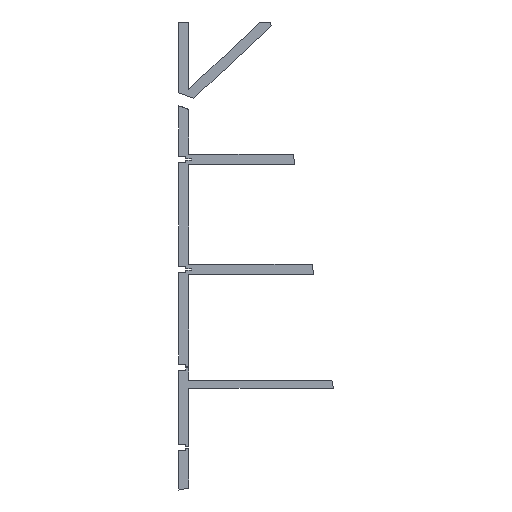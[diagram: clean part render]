
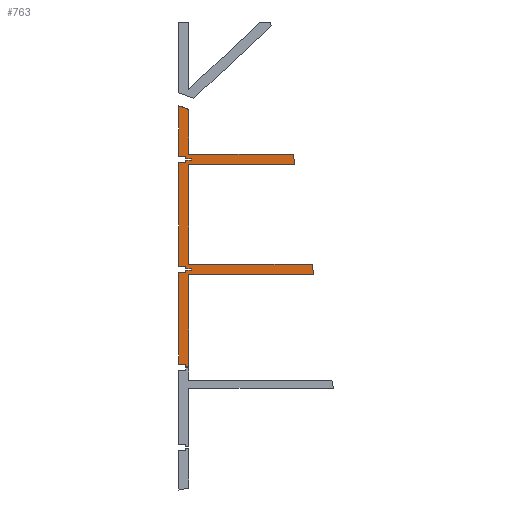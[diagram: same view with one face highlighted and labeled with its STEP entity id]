
A CAD part, front view. The second image highlights one B-rep face of the part: STEP entity #763.
In plain terms, the highlighted planar face has unit normal (0, -1, 0).
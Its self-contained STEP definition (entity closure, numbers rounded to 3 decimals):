
#49=CARTESIAN_POINT('Vertex',(270.,0.,219.75)) ;
#52=CARTESIAN_POINT('Line Origine',(270.,0.,220.875)) ;
#56=CARTESIAN_POINT('Vertex',(270.,0.,222.)) ;
#87=CARTESIAN_POINT('Vertex',(275.5,0.,219.75)) ;
#90=CARTESIAN_POINT('Line Origine',(272.75,0.,219.75)) ;
#118=CARTESIAN_POINT('Vertex',(275.5,0.,218.25)) ;
#121=CARTESIAN_POINT('Line Origine',(275.5,0.,219.)) ;
#149=CARTESIAN_POINT('Vertex',(270.,0.,218.25)) ;
#152=CARTESIAN_POINT('Line Origine',(272.75,0.,218.25)) ;
#175=CARTESIAN_POINT('Vertex',(270.,0.,216.)) ;
#178=CARTESIAN_POINT('Line Origine',(270.,0.,217.125)) ;
#203=CARTESIAN_POINT('Vertex',(270.,0.,111.75)) ;
#206=CARTESIAN_POINT('Line Origine',(270.,0.,112.875)) ;
#210=CARTESIAN_POINT('Vertex',(270.,0.,114.)) ;
#241=CARTESIAN_POINT('Vertex',(275.5,0.,111.75)) ;
#244=CARTESIAN_POINT('Line Origine',(272.75,0.,111.75)) ;
#267=CARTESIAN_POINT('Vertex',(275.5,0.,110.25)) ;
#270=CARTESIAN_POINT('Line Origine',(275.5,0.,111.)) ;
#298=CARTESIAN_POINT('Vertex',(270.,0.,110.25)) ;
#301=CARTESIAN_POINT('Line Origine',(272.75,0.,110.25)) ;
#324=CARTESIAN_POINT('Vertex',(270.,0.,108.)) ;
#327=CARTESIAN_POINT('Line Origine',(270.,0.,109.125)) ;
#352=CARTESIAN_POINT('Vertex',(270.,0.,15.75)) ;
#355=CARTESIAN_POINT('Line Origine',(270.,0.,16.875)) ;
#359=CARTESIAN_POINT('Vertex',(270.,0.,18.)) ;
#390=CARTESIAN_POINT('Vertex',(273.,0.,15.75)) ;
#393=CARTESIAN_POINT('Line Origine',(271.5,0.,15.75)) ;
#421=CARTESIAN_POINT('Vertex',(273.,0.,106.)) ;
#424=CARTESIAN_POINT('Line Origine',(273.,0.,60.875)) ;
#452=CARTESIAN_POINT('Vertex',(395.837,0.,106.)) ;
#455=CARTESIAN_POINT('Line Origine',(334.418,0.,106.)) ;
#483=CARTESIAN_POINT('Vertex',(394.122,0.,116.)) ;
#486=CARTESIAN_POINT('Line Origine',(394.979,0.,111.)) ;
#514=CARTESIAN_POINT('Vertex',(273.,0.,116.)) ;
#517=CARTESIAN_POINT('Line Origine',(333.561,0.,116.)) ;
#540=CARTESIAN_POINT('Vertex',(273.,0.,214.)) ;
#543=CARTESIAN_POINT('Line Origine',(273.,0.,165.)) ;
#571=CARTESIAN_POINT('Vertex',(377.313,0.,214.)) ;
#574=CARTESIAN_POINT('Line Origine',(325.157,0.,214.)) ;
#597=CARTESIAN_POINT('Vertex',(375.598,0.,224.)) ;
#600=CARTESIAN_POINT('Line Origine',(376.456,0.,219.)) ;
#628=CARTESIAN_POINT('Vertex',(273.,0.,224.)) ;
#631=CARTESIAN_POINT('Line Origine',(324.299,0.,224.)) ;
#654=CARTESIAN_POINT('Vertex',(273.,0.,268.148)) ;
#657=CARTESIAN_POINT('Line Origine',(273.,0.,246.074)) ;
#669=CARTESIAN_POINT('Axis2P3D Location',(0.,0.,0.)) ;
#674=CARTESIAN_POINT('Line Origine',(266.5,0.,222.)) ;
#678=CARTESIAN_POINT('Vertex',(263.,0.,222.)) ;
#681=CARTESIAN_POINT('Line Origine',(266.5,0.,216.)) ;
#685=CARTESIAN_POINT('Vertex',(263.,0.,216.)) ;
#688=CARTESIAN_POINT('Line Origine',(263.,0.,165.)) ;
#692=CARTESIAN_POINT('Vertex',(263.,0.,114.)) ;
#695=CARTESIAN_POINT('Line Origine',(266.5,0.,114.)) ;
#700=CARTESIAN_POINT('Line Origine',(266.5,0.,108.)) ;
#704=CARTESIAN_POINT('Vertex',(263.,0.,108.)) ;
#707=CARTESIAN_POINT('Line Origine',(263.,0.,63.)) ;
#711=CARTESIAN_POINT('Vertex',(263.,0.,18.)) ;
#714=CARTESIAN_POINT('Line Origine',(266.5,0.,18.)) ;
#719=CARTESIAN_POINT('Line Origine',(268.,0.,269.968)) ;
#723=CARTESIAN_POINT('Vertex',(263.,0.,271.788)) ;
#726=CARTESIAN_POINT('Line Origine',(263.,0.,246.894)) ;
#54=VECTOR('Line Direction',#53,1.) ;
#92=VECTOR('Line Direction',#91,1.) ;
#123=VECTOR('Line Direction',#122,1.) ;
#154=VECTOR('Line Direction',#153,1.) ;
#180=VECTOR('Line Direction',#179,1.) ;
#208=VECTOR('Line Direction',#207,1.) ;
#246=VECTOR('Line Direction',#245,1.) ;
#272=VECTOR('Line Direction',#271,1.) ;
#303=VECTOR('Line Direction',#302,1.) ;
#329=VECTOR('Line Direction',#328,1.) ;
#357=VECTOR('Line Direction',#356,1.) ;
#395=VECTOR('Line Direction',#394,1.) ;
#426=VECTOR('Line Direction',#425,1.) ;
#457=VECTOR('Line Direction',#456,1.) ;
#488=VECTOR('Line Direction',#487,1.) ;
#519=VECTOR('Line Direction',#518,1.) ;
#545=VECTOR('Line Direction',#544,1.) ;
#576=VECTOR('Line Direction',#575,1.) ;
#602=VECTOR('Line Direction',#601,1.) ;
#633=VECTOR('Line Direction',#632,1.) ;
#659=VECTOR('Line Direction',#658,1.) ;
#676=VECTOR('Line Direction',#675,1.) ;
#683=VECTOR('Line Direction',#682,1.) ;
#690=VECTOR('Line Direction',#689,1.) ;
#697=VECTOR('Line Direction',#696,1.) ;
#702=VECTOR('Line Direction',#701,1.) ;
#709=VECTOR('Line Direction',#708,1.) ;
#716=VECTOR('Line Direction',#715,1.) ;
#721=VECTOR('Line Direction',#720,1.) ;
#728=VECTOR('Line Direction',#727,1.) ;
#53=DIRECTION('Vector Direction',(0.,0.,1.)) ;
#91=DIRECTION('Vector Direction',(-1.,0.,0.)) ;
#122=DIRECTION('Vector Direction',(0.,0.,1.)) ;
#153=DIRECTION('Vector Direction',(1.,0.,0.)) ;
#179=DIRECTION('Vector Direction',(0.,0.,1.)) ;
#207=DIRECTION('Vector Direction',(0.,0.,1.)) ;
#245=DIRECTION('Vector Direction',(-1.,0.,0.)) ;
#271=DIRECTION('Vector Direction',(0.,0.,1.)) ;
#302=DIRECTION('Vector Direction',(1.,0.,0.)) ;
#328=DIRECTION('Vector Direction',(0.,0.,1.)) ;
#356=DIRECTION('Vector Direction',(0.,0.,1.)) ;
#394=DIRECTION('Vector Direction',(1.,0.,0.)) ;
#425=DIRECTION('Vector Direction',(0.,0.,-1.)) ;
#456=DIRECTION('Vector Direction',(1.,0.,0.)) ;
#487=DIRECTION('Vector Direction',(0.169,0.,-0.986)) ;
#518=DIRECTION('Vector Direction',(-1.,0.,0.)) ;
#544=DIRECTION('Vector Direction',(0.,0.,-1.)) ;
#575=DIRECTION('Vector Direction',(1.,0.,0.)) ;
#601=DIRECTION('Vector Direction',(0.169,0.,-0.986)) ;
#632=DIRECTION('Vector Direction',(-1.,0.,0.)) ;
#658=DIRECTION('Vector Direction',(0.,0.,-1.)) ;
#670=DIRECTION('Axis2P3D Direction',(0.,-1.,0.)) ;
#671=DIRECTION('Axis2P3D XDirection',(1.,0.,0.)) ;
#675=DIRECTION('Vector Direction',(-1.,0.,0.)) ;
#682=DIRECTION('Vector Direction',(1.,0.,0.)) ;
#689=DIRECTION('Vector Direction',(0.,0.,1.)) ;
#696=DIRECTION('Vector Direction',(-1.,0.,0.)) ;
#701=DIRECTION('Vector Direction',(1.,0.,0.)) ;
#708=DIRECTION('Vector Direction',(0.,0.,1.)) ;
#715=DIRECTION('Vector Direction',(-1.,0.,0.)) ;
#720=DIRECTION('Vector Direction',(0.94,0.,-0.342)) ;
#727=DIRECTION('Vector Direction',(0.,0.,1.)) ;
#672=AXIS2_PLACEMENT_3D('Plane Axis2P3D',#669,#670,#671) ;
#55=LINE('Line',#52,#54) ;
#93=LINE('Line',#90,#92) ;
#124=LINE('Line',#121,#123) ;
#155=LINE('Line',#152,#154) ;
#181=LINE('Line',#178,#180) ;
#209=LINE('Line',#206,#208) ;
#247=LINE('Line',#244,#246) ;
#273=LINE('Line',#270,#272) ;
#304=LINE('Line',#301,#303) ;
#330=LINE('Line',#327,#329) ;
#358=LINE('Line',#355,#357) ;
#396=LINE('Line',#393,#395) ;
#427=LINE('Line',#424,#426) ;
#458=LINE('Line',#455,#457) ;
#489=LINE('Line',#486,#488) ;
#520=LINE('Line',#517,#519) ;
#546=LINE('Line',#543,#545) ;
#577=LINE('Line',#574,#576) ;
#603=LINE('Line',#600,#602) ;
#634=LINE('Line',#631,#633) ;
#660=LINE('Line',#657,#659) ;
#677=LINE('Line',#674,#676) ;
#684=LINE('Line',#681,#683) ;
#691=LINE('Line',#688,#690) ;
#698=LINE('Line',#695,#697) ;
#703=LINE('Line',#700,#702) ;
#710=LINE('Line',#707,#709) ;
#717=LINE('Line',#714,#716) ;
#722=LINE('Line',#719,#721) ;
#729=LINE('Line',#726,#728) ;
#673=PLANE('',#672) ;
#58=EDGE_CURVE('',#57,#50,#55,.F.) ;
#94=EDGE_CURVE('',#50,#88,#93,.F.) ;
#125=EDGE_CURVE('',#88,#119,#124,.F.) ;
#156=EDGE_CURVE('',#119,#150,#155,.F.) ;
#182=EDGE_CURVE('',#150,#176,#181,.F.) ;
#212=EDGE_CURVE('',#211,#204,#209,.F.) ;
#248=EDGE_CURVE('',#204,#242,#247,.F.) ;
#274=EDGE_CURVE('',#242,#268,#273,.F.) ;
#305=EDGE_CURVE('',#268,#299,#304,.F.) ;
#331=EDGE_CURVE('',#299,#325,#330,.F.) ;
#361=EDGE_CURVE('',#360,#353,#358,.F.) ;
#397=EDGE_CURVE('',#353,#391,#396,.T.) ;
#428=EDGE_CURVE('',#391,#422,#427,.F.) ;
#459=EDGE_CURVE('',#422,#453,#458,.T.) ;
#490=EDGE_CURVE('',#453,#484,#489,.F.) ;
#521=EDGE_CURVE('',#484,#515,#520,.T.) ;
#547=EDGE_CURVE('',#515,#541,#546,.F.) ;
#578=EDGE_CURVE('',#541,#572,#577,.T.) ;
#604=EDGE_CURVE('',#572,#598,#603,.F.) ;
#635=EDGE_CURVE('',#598,#629,#634,.T.) ;
#661=EDGE_CURVE('',#629,#655,#660,.F.) ;
#680=EDGE_CURVE('',#679,#57,#677,.F.) ;
#687=EDGE_CURVE('',#176,#686,#684,.F.) ;
#694=EDGE_CURVE('',#686,#693,#691,.F.) ;
#699=EDGE_CURVE('',#693,#211,#698,.F.) ;
#706=EDGE_CURVE('',#325,#705,#703,.F.) ;
#713=EDGE_CURVE('',#705,#712,#710,.F.) ;
#718=EDGE_CURVE('',#712,#360,#717,.F.) ;
#725=EDGE_CURVE('',#655,#724,#722,.F.) ;
#730=EDGE_CURVE('',#724,#679,#729,.F.) ;
#732=ORIENTED_EDGE('',*,*,#680,.T.) ;
#733=ORIENTED_EDGE('',*,*,#58,.T.) ;
#734=ORIENTED_EDGE('',*,*,#94,.T.) ;
#735=ORIENTED_EDGE('',*,*,#125,.T.) ;
#736=ORIENTED_EDGE('',*,*,#156,.T.) ;
#737=ORIENTED_EDGE('',*,*,#182,.T.) ;
#738=ORIENTED_EDGE('',*,*,#687,.T.) ;
#739=ORIENTED_EDGE('',*,*,#694,.T.) ;
#740=ORIENTED_EDGE('',*,*,#699,.T.) ;
#741=ORIENTED_EDGE('',*,*,#212,.T.) ;
#742=ORIENTED_EDGE('',*,*,#248,.T.) ;
#743=ORIENTED_EDGE('',*,*,#274,.T.) ;
#744=ORIENTED_EDGE('',*,*,#305,.T.) ;
#745=ORIENTED_EDGE('',*,*,#331,.T.) ;
#746=ORIENTED_EDGE('',*,*,#706,.T.) ;
#747=ORIENTED_EDGE('',*,*,#713,.T.) ;
#748=ORIENTED_EDGE('',*,*,#718,.T.) ;
#749=ORIENTED_EDGE('',*,*,#361,.T.) ;
#750=ORIENTED_EDGE('',*,*,#397,.T.) ;
#751=ORIENTED_EDGE('',*,*,#428,.T.) ;
#752=ORIENTED_EDGE('',*,*,#459,.T.) ;
#753=ORIENTED_EDGE('',*,*,#490,.T.) ;
#754=ORIENTED_EDGE('',*,*,#521,.T.) ;
#755=ORIENTED_EDGE('',*,*,#547,.T.) ;
#756=ORIENTED_EDGE('',*,*,#578,.T.) ;
#757=ORIENTED_EDGE('',*,*,#604,.T.) ;
#758=ORIENTED_EDGE('',*,*,#635,.T.) ;
#759=ORIENTED_EDGE('',*,*,#661,.T.) ;
#760=ORIENTED_EDGE('',*,*,#725,.T.) ;
#761=ORIENTED_EDGE('',*,*,#730,.T.) ;
#731=EDGE_LOOP('',(#732,#733,#734,#735,#736,#737,#738,#739,#740,#741,#742,#743,#744,#745,#746,#747,#748,#749,#750,#751,#752,#753,#754,#755,#756,#757,#758,#759,#760,#761)) ;
#50=VERTEX_POINT('',#49) ;
#57=VERTEX_POINT('',#56) ;
#88=VERTEX_POINT('',#87) ;
#119=VERTEX_POINT('',#118) ;
#150=VERTEX_POINT('',#149) ;
#176=VERTEX_POINT('',#175) ;
#204=VERTEX_POINT('',#203) ;
#211=VERTEX_POINT('',#210) ;
#242=VERTEX_POINT('',#241) ;
#268=VERTEX_POINT('',#267) ;
#299=VERTEX_POINT('',#298) ;
#325=VERTEX_POINT('',#324) ;
#353=VERTEX_POINT('',#352) ;
#360=VERTEX_POINT('',#359) ;
#391=VERTEX_POINT('',#390) ;
#422=VERTEX_POINT('',#421) ;
#453=VERTEX_POINT('',#452) ;
#484=VERTEX_POINT('',#483) ;
#515=VERTEX_POINT('',#514) ;
#541=VERTEX_POINT('',#540) ;
#572=VERTEX_POINT('',#571) ;
#598=VERTEX_POINT('',#597) ;
#629=VERTEX_POINT('',#628) ;
#655=VERTEX_POINT('',#654) ;
#679=VERTEX_POINT('',#678) ;
#686=VERTEX_POINT('',#685) ;
#693=VERTEX_POINT('',#692) ;
#705=VERTEX_POINT('',#704) ;
#712=VERTEX_POINT('',#711) ;
#724=VERTEX_POINT('',#723) ;
#763=ADVANCED_FACE('PartBody',(#762),#673,.T.) ;
#762=FACE_OUTER_BOUND('',#731,.T.) ;
